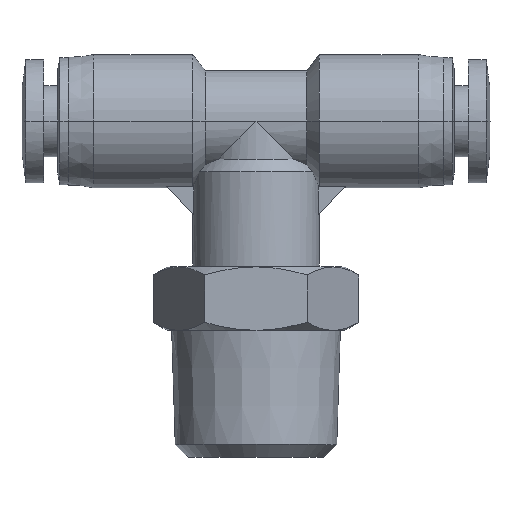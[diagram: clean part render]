
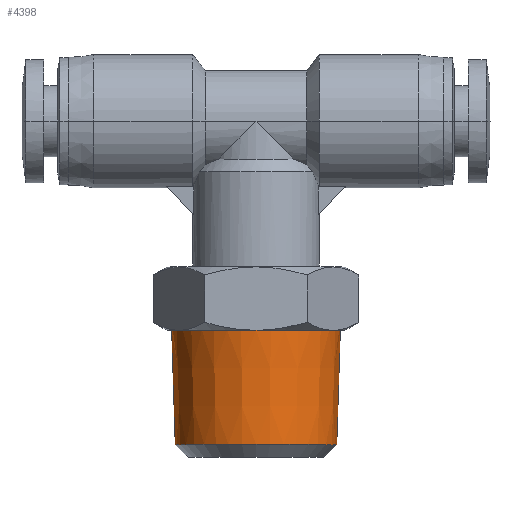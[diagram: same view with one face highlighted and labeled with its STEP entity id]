
A CAD part, top view. The second image highlights one B-rep face of the part: STEP entity #4398.
In plain terms, the highlighted conical face has half-angle 1.79 degrees and reference radius 6.65 mm.
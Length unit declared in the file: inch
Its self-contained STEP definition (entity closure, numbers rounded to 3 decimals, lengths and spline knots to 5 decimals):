
#224 = AXIS2_PLACEMENT_3D ( 'NONE', #1189, #1210, #1063 ) ;
#225 = EDGE_CURVE ( 'NONE', #942, #4988, #5238, .T. ) ;
#483 = VECTOR ( 'NONE', #3472, 39.37008 ) ;
#615 = CARTESIAN_POINT ( 'NONE',  ( 0.26181, -0.19685, 0. ) ) ;
#664 = CONICAL_SURFACE ( 'NONE', #3115, 0.26181, 0.031 ) ;
#942 = VERTEX_POINT ( 'NONE', #2580 ) ;
#1063 = DIRECTION ( 'NONE',  ( -1., 0., 0. ) ) ;
#1189 = CARTESIAN_POINT ( 'NONE',  ( 0., -0.19685, 0. ) ) ;
#1210 = DIRECTION ( 'NONE',  ( 0., -1., 0. ) ) ;
#1299 = DIRECTION ( 'NONE',  ( 0., 1., 0. ) ) ;
#1355 = EDGE_LOOP ( 'NONE', ( #4321, #1367, #2384, #2353 ) ) ;
#1367 = ORIENTED_EDGE ( 'NONE', *, *, #3636, .T. ) ;
#1507 = CARTESIAN_POINT ( 'NONE',  ( 0., -0.19685, 0. ) ) ;
#1529 = VECTOR ( 'NONE', #3959, 39.37008 ) ;
#1685 = LINE ( 'NONE', #615, #1529 ) ;
#2026 = CARTESIAN_POINT ( 'NONE',  ( -0.26181, -0.19685, 0. ) ) ;
#2037 = CIRCLE ( 'NONE', #4039, 0.25074 ) ;
#2272 = EDGE_CURVE ( 'NONE', #3553, #5676, #2037, .T. ) ;
#2353 = ORIENTED_EDGE ( 'NONE', *, *, #6014, .F. ) ;
#2384 = ORIENTED_EDGE ( 'NONE', *, *, #225, .T. ) ;
#2580 = CARTESIAN_POINT ( 'NONE',  ( 0.26181, -0.19685, 0. ) ) ;
#3115 = AXIS2_PLACEMENT_3D ( 'NONE', #1507, #4884, #3940 ) ;
#3472 = DIRECTION ( 'NONE',  ( -0.031, 1., 0. ) ) ;
#3553 = VERTEX_POINT ( 'NONE', #5869 ) ;
#3636 = EDGE_CURVE ( 'NONE', #5676, #942, #1685, .T. ) ;
#3818 = CARTESIAN_POINT ( 'NONE',  ( 0.25074, -0.5512, 0. ) ) ;
#3922 = CARTESIAN_POINT ( 'NONE',  ( -0.26181, -0.19685, 0. ) ) ;
#3940 = DIRECTION ( 'NONE',  ( -1., 0., 0. ) ) ;
#3959 = DIRECTION ( 'NONE',  ( 0.031, 1., 0. ) ) ;
#4039 = AXIS2_PLACEMENT_3D ( 'NONE', #4184, #1299, #4658 ) ;
#4162 = LINE ( 'NONE', #3922, #483 ) ;
#4184 = CARTESIAN_POINT ( 'NONE',  ( 0., -0.5512, 0. ) ) ;
#4321 = ORIENTED_EDGE ( 'NONE', *, *, #2272, .T. ) ;
#4398 = ADVANCED_FACE ( 'NONE', ( #6192 ), #664, .T. ) ;
#4658 = DIRECTION ( 'NONE',  ( -1., 0., 0. ) ) ;
#4884 = DIRECTION ( 'NONE',  ( 0., 1., 0. ) ) ;
#4988 = VERTEX_POINT ( 'NONE', #2026 ) ;
#5238 = CIRCLE ( 'NONE', #224, 0.26181 ) ;
#5676 = VERTEX_POINT ( 'NONE', #3818 ) ;
#5869 = CARTESIAN_POINT ( 'NONE',  ( -0.25074, -0.5512, 0. ) ) ;
#6014 = EDGE_CURVE ( 'NONE', #3553, #4988, #4162, .T. ) ;
#6192 = FACE_OUTER_BOUND ( 'NONE', #1355, .T. ) ;
